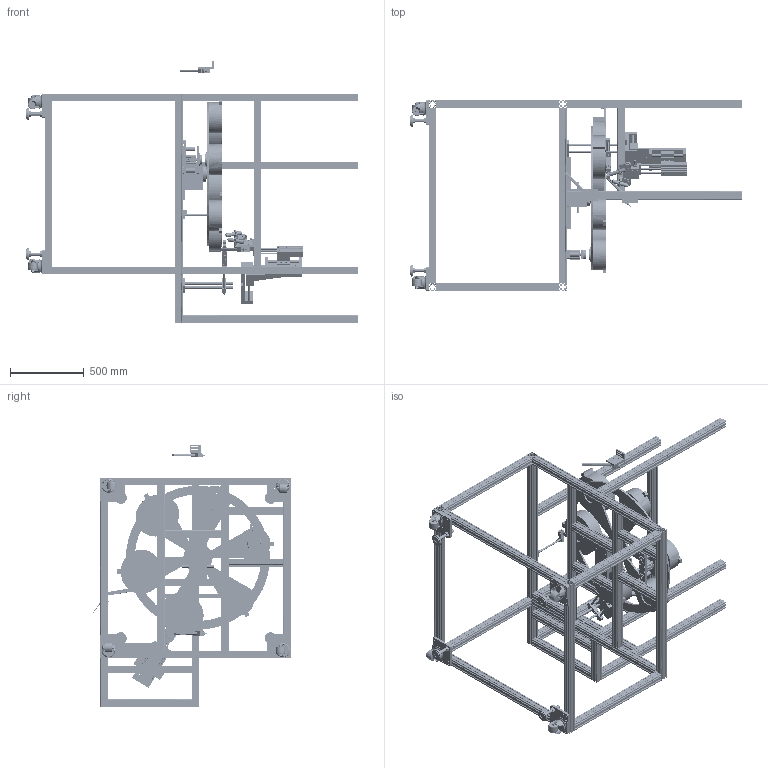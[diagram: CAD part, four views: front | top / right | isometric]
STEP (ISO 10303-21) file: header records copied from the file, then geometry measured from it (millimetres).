
FILE_DESCRIPTION(('FreeCAD Model'),'2;1');
FILE_NAME('Open CASCADE Shape Model','2025-04-25T11:51:49',('FreeCAD'),( 'FreeCAD'),'Open CASCADE STEP processor 7.6','FreeCAD','Unknown');
FILE_SCHEMA(('AUTOMOTIVE_DESIGN { 1 0 10303 214 1 1 1 1 }'));
Products named in the file (1): Open CASCADE STEP translator 7.6 1
Bounding box: 2253.16 x 1345.89 x 1780.09 mm (x, y, z)
Volume: 73310331.6 mm3; surface area: 24218566.7 mm2
Topology: 138 solids, 141 shells, 7489 faces, 20770 edges, 14104 vertices
Faces by surface type: bspline 7489
Entity records: 238501 total; most frequent: CARTESIAN_POINT 117909, ORIENTED_EDGE 40864, EDGE_CURVE 20432, B_SPLINE_CURVE_WITH_KNOTS 14923, VERTEX_POINT 13573, FACE_BOUND 8908, EDGE_LOOP 8908, ADVANCED_FACE 7489
